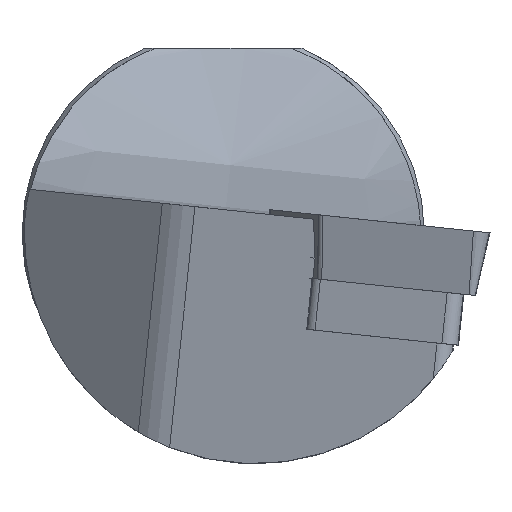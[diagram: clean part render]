
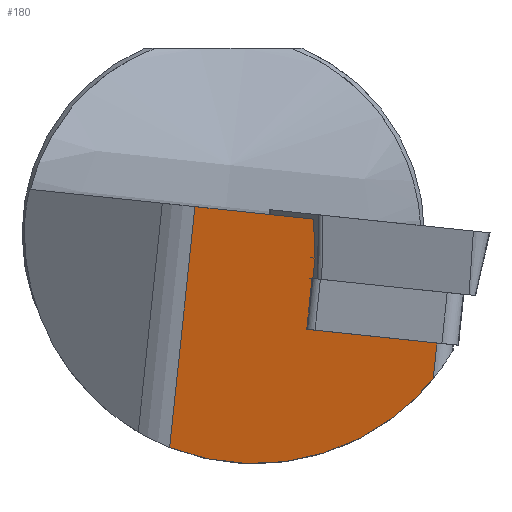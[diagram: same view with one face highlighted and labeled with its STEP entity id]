
A CAD part, left-side view. The second image highlights one B-rep face of the part: STEP entity #180.
In plain terms, the highlighted planar face has unit normal (-0.954, 0.298, 0.031).
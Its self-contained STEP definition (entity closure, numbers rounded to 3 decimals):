
#147=ELLIPSE('',#940,14.987,14.3);
#180=ADVANCED_FACE('',(#251),#226,.F.);
#226=PLANE('',#941);
#251=FACE_OUTER_BOUND('',#296,.T.);
#296=EDGE_LOOP('',(#507,#508,#509,#510,#511,#512,#513,#514));
#338=LINE('',#1242,#403);
#341=LINE('',#1251,#406);
#356=LINE('',#1293,#421);
#364=LINE('',#1314,#429);
#365=LINE('',#1315,#430);
#366=LINE('',#1319,#431);
#367=LINE('',#1321,#432);
#403=VECTOR('',#1014,1.);
#406=VECTOR('',#1023,1.);
#421=VECTOR('',#1046,1.);
#429=VECTOR('',#1060,1.);
#430=VECTOR('',#1061,1.);
#431=VECTOR('',#1064,1.);
#432=VECTOR('',#1065,1.);
#507=ORIENTED_EDGE('',*,*,#785,.F.);
#508=ORIENTED_EDGE('',*,*,#807,.T.);
#509=ORIENTED_EDGE('',*,*,#817,.F.);
#510=ORIENTED_EDGE('',*,*,#789,.F.);
#511=ORIENTED_EDGE('',*,*,#818,.T.);
#512=ORIENTED_EDGE('',*,*,#819,.T.);
#513=ORIENTED_EDGE('',*,*,#820,.F.);
#514=ORIENTED_EDGE('',*,*,#821,.F.);
#706=VERTEX_POINT('',#1239);
#707=VERTEX_POINT('',#1241);
#711=VERTEX_POINT('',#1252);
#712=VERTEX_POINT('',#1253);
#727=VERTEX_POINT('',#1292);
#734=VERTEX_POINT('',#1316);
#735=VERTEX_POINT('',#1318);
#736=VERTEX_POINT('',#1320);
#785=EDGE_CURVE('',#707,#706,#338,.T.);
#789=EDGE_CURVE('',#711,#712,#341,.T.);
#807=EDGE_CURVE('',#707,#727,#356,.T.);
#817=EDGE_CURVE('',#712,#727,#364,.T.);
#818=EDGE_CURVE('',#711,#734,#365,.T.);
#819=EDGE_CURVE('',#734,#735,#147,.T.);
#820=EDGE_CURVE('',#736,#735,#366,.T.);
#821=EDGE_CURVE('',#706,#736,#367,.T.);
#940=AXIS2_PLACEMENT_3D('',#1317,#1062,#1063);
#941=AXIS2_PLACEMENT_3D('',#1322,#1066,#1067);
#1014=DIRECTION('',(-0.299,-0.949,-0.1));
#1023=DIRECTION('',(-0.299,-0.949,-0.1));
#1046=DIRECTION('',(0.,-0.105,0.995));
#1060=DIRECTION('',(-0.044,-0.037,-0.998));
#1061=DIRECTION('',(0.,0.105,-0.995));
#1062=DIRECTION('',(-0.954,0.298,0.031));
#1063=DIRECTION('',(0.299,0.949,0.1));
#1064=DIRECTION('',(0.,0.105,-0.995));
#1065=DIRECTION('',(-0.299,-0.949,-0.1));
#1066=DIRECTION('',(0.954,-0.298,-0.031));
#1067=DIRECTION('',(0.298,0.955,0.));
#1239=CARTESIAN_POINT('',(4.506,-5.264,-5.956));
#1241=CARTESIAN_POINT('',(4.514,-5.238,-5.953));
#1242=CARTESIAN_POINT('',(1.979,-13.279,-6.798));
#1251=CARTESIAN_POINT('',(1.979,-13.995,0.014));
#1252=CARTESIAN_POINT('',(6.945,1.757,1.67));
#1253=CARTESIAN_POINT('',(4.622,-5.612,0.895));
#1292=CARTESIAN_POINT('',(4.514,-5.703,-1.528));
#1293=CARTESIAN_POINT('',(4.514,-8.374,23.883));
#1314=CARTESIAN_POINT('',(3.261,-6.757,-29.735));
#1315=CARTESIAN_POINT('',(6.945,4.861,-27.868));
#1316=CARTESIAN_POINT('',(6.945,3.329,-13.29));
#1317=CARTESIAN_POINT('',(5.734,-1.95,0.));
#1318=CARTESIAN_POINT('',(1.979,-13.045,-9.021));
#1319=CARTESIAN_POINT('',(1.979,-10.891,-29.523));
#1320=CARTESIAN_POINT('',(1.979,-13.279,-6.798));
#1321=CARTESIAN_POINT('',(1.979,-13.279,-6.798));
#1322=CARTESIAN_POINT('',(1.979,-10.891,-29.523));
